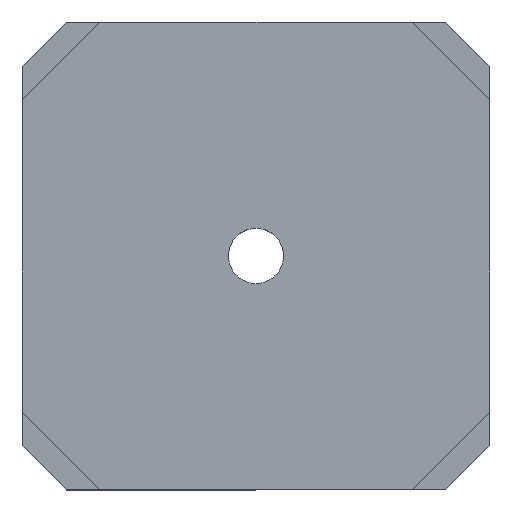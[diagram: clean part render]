
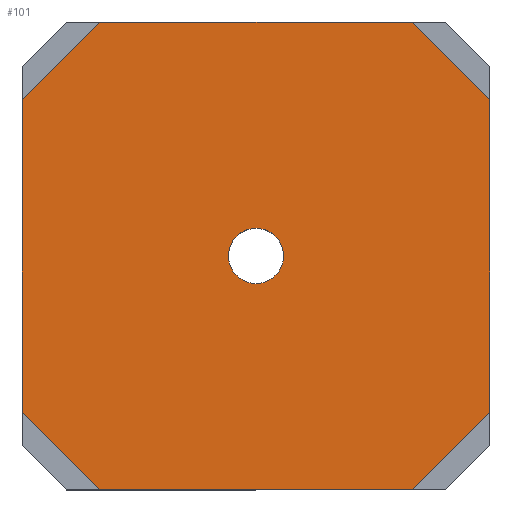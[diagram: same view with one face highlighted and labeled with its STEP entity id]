
A CAD part, top view. The second image highlights one B-rep face of the part: STEP entity #101.
In plain terms, the highlighted planar face has unit normal (0, 0, 1).
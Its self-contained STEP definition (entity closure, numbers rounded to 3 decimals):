
#3 = ORIENTED_EDGE ( 'NONE', *, *, #170, .T. ) ;
#12 = ORIENTED_EDGE ( 'NONE', *, *, #83, .T. ) ;
#14 = ORIENTED_EDGE ( 'NONE', *, *, #1137, .T. ) ;
#16 = EDGE_CURVE ( 'NONE', #356, #57, #629, .T. ) ;
#18 = DIRECTION ( 'NONE',  ( -1., 0., 0. ) ) ;
#41 = VERTEX_POINT ( 'NONE', #1742 ) ;
#57 = VERTEX_POINT ( 'NONE', #1199 ) ;
#71 = CARTESIAN_POINT ( 'NONE',  ( 21.15, 14.15, 9. ) ) ;
#83 = EDGE_CURVE ( 'NONE', #887, #1612, #381, .T. ) ;
#84 = VECTOR ( 'NONE', #1588, 1000. ) ;
#93 = ORIENTED_EDGE ( 'NONE', *, *, #1703, .T. ) ;
#101 = ADVANCED_FACE ( 'NONE', ( #227, #759 ), #115, .F. ) ;
#109 = VERTEX_POINT ( 'NONE', #959 ) ;
#115 = PLANE ( 'NONE',  #1638 ) ;
#170 = EDGE_CURVE ( 'NONE', #41, #496, #969, .T. ) ;
#219 = VECTOR ( 'NONE', #788, 1000. ) ;
#227 = FACE_BOUND ( 'NONE', #682, .T. ) ;
#233 = LINE ( 'NONE', #1171, #773 ) ;
#234 = CARTESIAN_POINT ( 'NONE',  ( 0., 0., 9. ) ) ;
#256 = CARTESIAN_POINT ( 'NONE',  ( -21.15, 14.15, 9. ) ) ;
#291 = AXIS2_PLACEMENT_3D ( 'NONE', #471, #1563, #1414 ) ;
#333 = EDGE_CURVE ( 'NONE', #109, #41, #1169, .T. ) ;
#342 = DIRECTION ( 'NONE',  ( 0., -1., 0. ) ) ;
#353 = EDGE_CURVE ( 'NONE', #929, #1425, #1229, .T. ) ;
#356 = VERTEX_POINT ( 'NONE', #71 ) ;
#381 = LINE ( 'NONE', #256, #219 ) ;
#424 = CARTESIAN_POINT ( 'NONE',  ( 21.15, -14.15, 9. ) ) ;
#471 = CARTESIAN_POINT ( 'NONE',  ( 0., 0., 9. ) ) ;
#486 = ORIENTED_EDGE ( 'NONE', *, *, #16, .T. ) ;
#491 = DIRECTION ( 'NONE',  ( -1., 0., 0. ) ) ;
#496 = VERTEX_POINT ( 'NONE', #1645 ) ;
#499 = CARTESIAN_POINT ( 'NONE',  ( -21.15, -14.15, 9. ) ) ;
#501 = DIRECTION ( 'NONE',  ( 0., 1., 0. ) ) ;
#516 = ORIENTED_EDGE ( 'NONE', *, *, #333, .T. ) ;
#619 = EDGE_CURVE ( 'NONE', #1425, #929, #960, .T. ) ;
#629 = LINE ( 'NONE', #1045, #84 ) ;
#645 = EDGE_CURVE ( 'NONE', #1612, #109, #1011, .T. ) ;
#682 = EDGE_LOOP ( 'NONE', ( #973, #1216 ) ) ;
#686 = DIRECTION ( 'NONE',  ( 0., 0., -1. ) ) ;
#726 = VECTOR ( 'NONE', #1500, 1000. ) ;
#730 = VERTEX_POINT ( 'NONE', #740 ) ;
#740 = CARTESIAN_POINT ( 'NONE',  ( 21.15, -14.15, 9. ) ) ;
#742 = CARTESIAN_POINT ( 'NONE',  ( 2.5, 0., 9. ) ) ;
#759 = FACE_OUTER_BOUND ( 'NONE', #884, .T. ) ;
#773 = VECTOR ( 'NONE', #501, 1000. ) ;
#787 = VECTOR ( 'NONE', #342, 1000. ) ;
#788 = DIRECTION ( 'NONE',  ( -0.707, -0.707, 0. ) ) ;
#884 = EDGE_LOOP ( 'NONE', ( #901, #12, #1336, #516, #3, #14, #93, #486 ) ) ;
#887 = VERTEX_POINT ( 'NONE', #1195 ) ;
#901 = ORIENTED_EDGE ( 'NONE', *, *, #1685, .T. ) ;
#929 = VERTEX_POINT ( 'NONE', #1243 ) ;
#959 = CARTESIAN_POINT ( 'NONE',  ( -21.15, -14.15, 9. ) ) ;
#960 = CIRCLE ( 'NONE', #291, 2.5 ) ;
#969 = LINE ( 'NONE', #1108, #1401 ) ;
#973 = ORIENTED_EDGE ( 'NONE', *, *, #353, .T. ) ;
#1011 = LINE ( 'NONE', #1570, #787 ) ;
#1025 = CARTESIAN_POINT ( 'NONE',  ( -21.15, 14.15, 9. ) ) ;
#1045 = CARTESIAN_POINT ( 'NONE',  ( 14.15, 21.15, 9. ) ) ;
#1108 = CARTESIAN_POINT ( 'NONE',  ( -14.15, -21.15, 9. ) ) ;
#1137 = EDGE_CURVE ( 'NONE', #496, #730, #1639, .T. ) ;
#1169 = LINE ( 'NONE', #499, #1542 ) ;
#1171 = CARTESIAN_POINT ( 'NONE',  ( 21.15, 14.15, 9. ) ) ;
#1195 = CARTESIAN_POINT ( 'NONE',  ( -14.15, 21.15, 9. ) ) ;
#1198 = LINE ( 'NONE', #1711, #1663 ) ;
#1199 = CARTESIAN_POINT ( 'NONE',  ( 14.15, 21.15, 9. ) ) ;
#1216 = ORIENTED_EDGE ( 'NONE', *, *, #619, .T. ) ;
#1229 = CIRCLE ( 'NONE', #1602, 2.5 ) ;
#1239 = DIRECTION ( 'NONE',  ( 1., 0., 0. ) ) ;
#1243 = CARTESIAN_POINT ( 'NONE',  ( -2.5, 0., 9. ) ) ;
#1274 = DIRECTION ( 'NONE',  ( -1., 0., 0. ) ) ;
#1336 = ORIENTED_EDGE ( 'NONE', *, *, #645, .T. ) ;
#1401 = VECTOR ( 'NONE', #1239, 1000. ) ;
#1408 = DIRECTION ( 'NONE',  ( 0., 0., -1. ) ) ;
#1414 = DIRECTION ( 'NONE',  ( -1., 0., 0. ) ) ;
#1425 = VERTEX_POINT ( 'NONE', #742 ) ;
#1500 = DIRECTION ( 'NONE',  ( 0.707, 0.707, 0. ) ) ;
#1524 = DIRECTION ( 'NONE',  ( 0.707, -0.707, 0. ) ) ;
#1540 = CARTESIAN_POINT ( 'NONE',  ( 0., 0., 9. ) ) ;
#1542 = VECTOR ( 'NONE', #1524, 1000. ) ;
#1563 = DIRECTION ( 'NONE',  ( 0., 0., -1. ) ) ;
#1570 = CARTESIAN_POINT ( 'NONE',  ( -21.15, 14.15, 9. ) ) ;
#1588 = DIRECTION ( 'NONE',  ( -0.707, 0.707, 0. ) ) ;
#1602 = AXIS2_PLACEMENT_3D ( 'NONE', #1540, #1408, #1274 ) ;
#1612 = VERTEX_POINT ( 'NONE', #1025 ) ;
#1638 = AXIS2_PLACEMENT_3D ( 'NONE', #234, #686, #18 ) ;
#1639 = LINE ( 'NONE', #424, #726 ) ;
#1645 = CARTESIAN_POINT ( 'NONE',  ( 14.15, -21.15, 9. ) ) ;
#1663 = VECTOR ( 'NONE', #491, 1000. ) ;
#1685 = EDGE_CURVE ( 'NONE', #57, #887, #1198, .T. ) ;
#1703 = EDGE_CURVE ( 'NONE', #730, #356, #233, .T. ) ;
#1711 = CARTESIAN_POINT ( 'NONE',  ( -14.15, 21.15, 9. ) ) ;
#1742 = CARTESIAN_POINT ( 'NONE',  ( -14.15, -21.15, 9. ) ) ;
